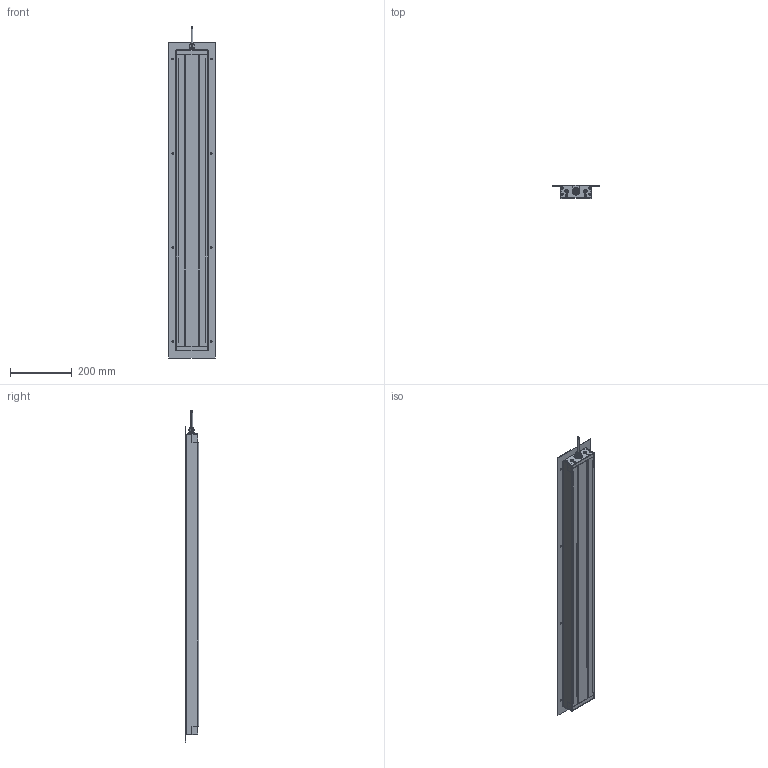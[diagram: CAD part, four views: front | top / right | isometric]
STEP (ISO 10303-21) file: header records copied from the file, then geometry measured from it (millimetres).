
FILE_DESCRIPTION (( 'STEP AP203' ), '1' );
FILE_NAME ('HN0721S0306.step', '2021-06-09T14:31:36', ( '' ), ( '' ), 'SwSTEP 2.0', 'SolidWorks 2021', '' );
FILE_SCHEMA (( 'CONFIG_CONTROL_DESIGN' ));
Length unit declared in the file: millimetre
Products named in the file (1): HN0721S0306
Bounding box: 150 x 42.5 x 1074 mm (x, y, z)
Volume: 1581378.6 mm3; surface area: 1108042.2 mm2
Topology: 25 solids, 25 shells, 1183 faces, 3051 edges, 1936 vertices
Faces by surface type: plane 548, cylinder 419, cone 158, torus 58
Entity records: 35810 total; most frequent: DIRECTION 6379, CARTESIAN_POINT 6323, ORIENTED_EDGE 6022, EDGE_CURVE 3011, AXIS2_PLACEMENT_3D 2280, VERTEX_POINT 1936, VECTOR 1819, LINE 1819
